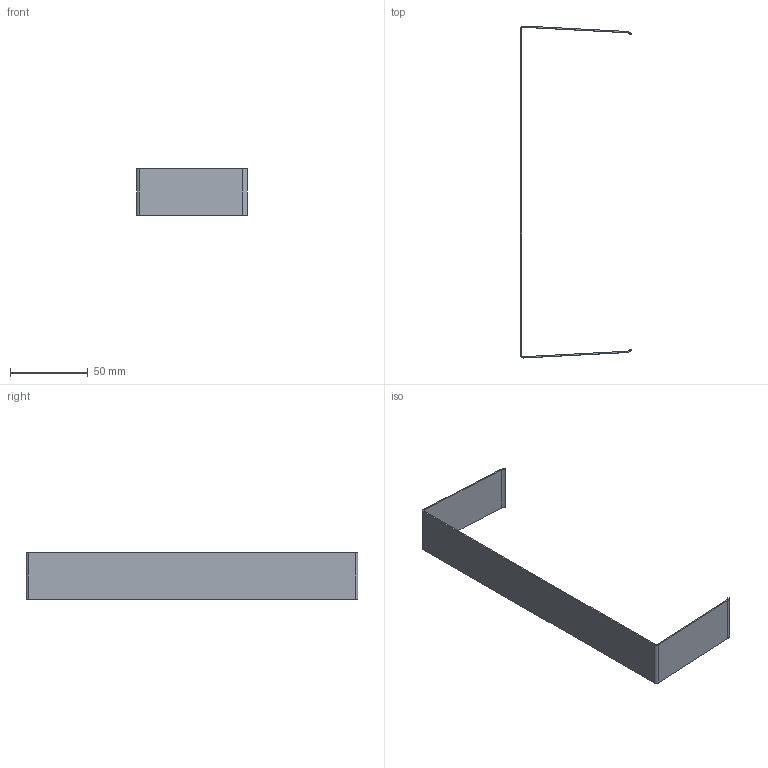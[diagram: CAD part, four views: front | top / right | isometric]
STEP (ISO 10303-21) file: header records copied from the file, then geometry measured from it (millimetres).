
FILE_DESCRIPTION (( 'STEP AP214' ), '1' );
FILE_NAME ('6279772.stp', '2016-06-02T14:18:24', ( '' ), ( '' ), 'SwSTEP 2.0', 'SolidWorks 2014', '' );
FILE_SCHEMA (( 'AUTOMOTIVE_DESIGN' ));
Length unit declared in the file: millimetre
Products named in the file (2): 6279772; 014761T1_G-SVS70210
Assembly tree (1 placements, depth 2):
  6279772
    014761T1_G-SVS70210
Bounding box: 71.22 x 213.1 x 30 mm (x, y, z)
Volume: 8477.7 mm3; surface area: 21807.4 mm2
Topology: 1 solids, 1 shells, 30 faces, 60 edges, 32 vertices
Faces by surface type: plane 22, cylinder 8
Entity records: 814 total; most frequent: DIRECTION 144, CARTESIAN_POINT 126, ORIENTED_EDGE 120, EDGE_CURVE 60, AXIS2_PLACEMENT_3D 50, VECTOR 44, LINE 44, VERTEX_POINT 32
